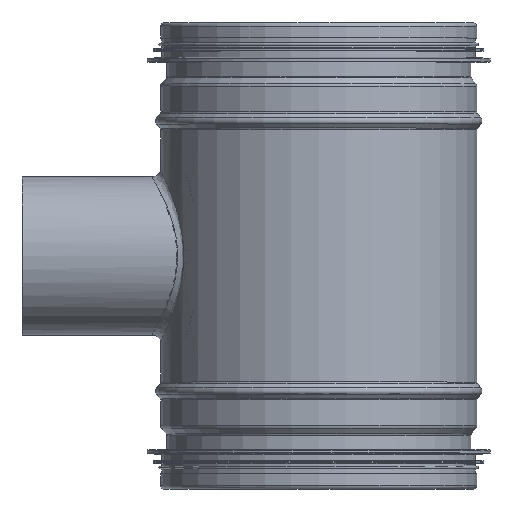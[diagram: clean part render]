
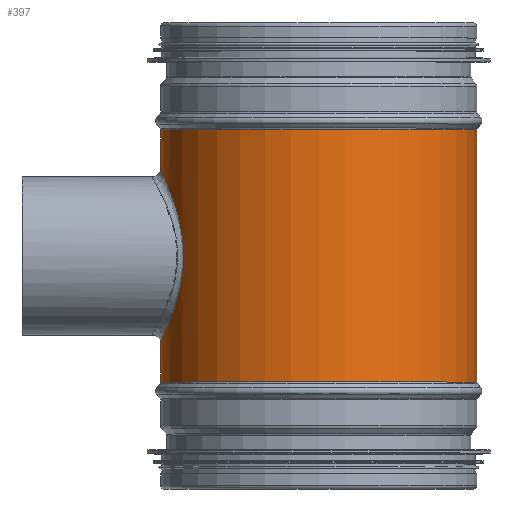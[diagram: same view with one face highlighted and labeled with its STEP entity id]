
A CAD part, top view. The second image highlights one B-rep face of the part: STEP entity #397.
In plain terms, the highlighted cylindrical face has radius 62.025 mm (diameter 124.05 mm), a full revolution.
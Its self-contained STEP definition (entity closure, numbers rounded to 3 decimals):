
#129=CARTESIAN_POINT('',(-53.025,91.,-32.178));
#130=VERTEX_POINT('',#129);
#171=CARTESIAN_POINT('',(-53.025,91.,32.178));
#172=VERTEX_POINT('',#171);
#195=CARTESIAN_POINT('',(-62.025,57.5,0.));
#196=VERTEX_POINT('',#195);
#197=CARTESIAN_POINT('',(-53.025,91.,32.178));
#198=CARTESIAN_POINT('',(-53.025,88.902,32.178));
#199=CARTESIAN_POINT('',(-53.143,86.743,31.987));
#200=CARTESIAN_POINT('',(-53.614,82.462,31.191));
#201=CARTESIAN_POINT('',(-53.967,80.341,30.586));
#202=CARTESIAN_POINT('',(-54.838,76.278,28.994));
#203=CARTESIAN_POINT('',(-55.356,74.333,28.006));
#204=CARTESIAN_POINT('',(-56.453,70.729,25.724));
#205=CARTESIAN_POINT('',(-57.031,69.07,24.43));
#206=CARTESIAN_POINT('',(-58.143,66.105,21.651));
#207=CARTESIAN_POINT('',(-58.719,64.694,20.064));
#208=CARTESIAN_POINT('',(-59.797,62.185,16.575));
#209=CARTESIAN_POINT('',(-60.299,61.086,14.673));
#210=CARTESIAN_POINT('',(-61.135,59.306,10.668));
#211=CARTESIAN_POINT('',(-61.469,58.623,8.561));
#212=CARTESIAN_POINT('',(-61.914,57.72,4.284));
#213=CARTESIAN_POINT('',(-62.025,57.5,2.115));
#214=CARTESIAN_POINT('',(-62.025,57.5,0.));
#215=B_SPLINE_CURVE_WITH_KNOTS('',3,(#197,#198,#199,#200,#201,#202,#203,#204,#205,#206,#207,#208,#209,#210,#211,#212,#213,#214),.UNSPECIFIED.,.F.,.U.,(4,2,2,2,2,2,2,2,4),(0.0,0.629,1.259,1.888,2.518,3.152,3.787,4.421,5.056),.UNSPECIFIED.);
#216=EDGE_CURVE('',#172,#196,#215,.T.);
#253=CARTESIAN_POINT('',(-62.025,57.5,0.));
#254=CARTESIAN_POINT('',(-62.025,57.5,-2.115));
#255=CARTESIAN_POINT('',(-61.914,57.72,-4.284));
#256=CARTESIAN_POINT('',(-61.469,58.623,-8.561));
#257=CARTESIAN_POINT('',(-61.135,59.306,-10.668));
#258=CARTESIAN_POINT('',(-60.299,61.086,-14.673));
#259=CARTESIAN_POINT('',(-59.797,62.185,-16.575));
#260=CARTESIAN_POINT('',(-58.719,64.694,-20.064));
#261=CARTESIAN_POINT('',(-58.143,66.105,-21.651));
#262=CARTESIAN_POINT('',(-57.031,69.07,-24.43));
#263=CARTESIAN_POINT('',(-56.453,70.729,-25.724));
#264=CARTESIAN_POINT('',(-55.356,74.333,-28.006));
#265=CARTESIAN_POINT('',(-54.838,76.278,-28.994));
#266=CARTESIAN_POINT('',(-53.967,80.341,-30.586));
#267=CARTESIAN_POINT('',(-53.614,82.462,-31.191));
#268=CARTESIAN_POINT('',(-53.143,86.743,-31.987));
#269=CARTESIAN_POINT('',(-53.025,88.902,-32.178));
#270=CARTESIAN_POINT('',(-53.025,91.,-32.178));
#271=B_SPLINE_CURVE_WITH_KNOTS('',3,(#253,#254,#255,#256,#257,#258,#259,#260,#261,#262,#263,#264,#265,#266,#267,#268,#269,#270),.UNSPECIFIED.,.F.,.U.,(4,2,2,2,2,2,2,2,4),(5.056,5.69,6.325,6.96,7.594,8.223,8.853,9.482,10.112),.UNSPECIFIED.);
#272=EDGE_CURVE('',#196,#130,#271,.T.);
#282=CARTESIAN_POINT('',(-62.025,124.5,0.));
#283=VERTEX_POINT('',#282);
#284=CARTESIAN_POINT('',(-62.025,124.5,0.));
#285=CARTESIAN_POINT('',(-62.025,124.5,2.115));
#286=CARTESIAN_POINT('',(-61.914,124.28,4.284));
#287=CARTESIAN_POINT('',(-61.469,123.377,8.561));
#288=CARTESIAN_POINT('',(-61.135,122.694,10.668));
#289=CARTESIAN_POINT('',(-60.299,120.914,14.673));
#290=CARTESIAN_POINT('',(-59.797,119.815,16.575));
#291=CARTESIAN_POINT('',(-58.719,117.306,20.064));
#292=CARTESIAN_POINT('',(-58.143,115.895,21.651));
#293=CARTESIAN_POINT('',(-57.031,112.93,24.43));
#294=CARTESIAN_POINT('',(-56.453,111.271,25.724));
#295=CARTESIAN_POINT('',(-55.356,107.667,28.006));
#296=CARTESIAN_POINT('',(-54.838,105.722,28.994));
#297=CARTESIAN_POINT('',(-53.967,101.659,30.586));
#298=CARTESIAN_POINT('',(-53.614,99.538,31.191));
#299=CARTESIAN_POINT('',(-53.143,95.257,31.987));
#300=CARTESIAN_POINT('',(-53.025,93.098,32.178));
#301=CARTESIAN_POINT('',(-53.025,91.,32.178));
#302=B_SPLINE_CURVE_WITH_KNOTS('',3,(#284,#285,#286,#287,#288,#289,#290,#291,#292,#293,#294,#295,#296,#297,#298,#299,#300,#301),.UNSPECIFIED.,.F.,.U.,(4,2,2,2,2,2,2,2,4),(15.167,15.802,16.437,17.071,17.706,18.335,18.964,19.594,20.223),.UNSPECIFIED.);
#303=EDGE_CURVE('',#283,#172,#302,.T.);
#305=CARTESIAN_POINT('',(-53.025,91.,-32.178));
#306=CARTESIAN_POINT('',(-53.025,93.098,-32.178));
#307=CARTESIAN_POINT('',(-53.143,95.257,-31.987));
#308=CARTESIAN_POINT('',(-53.614,99.538,-31.191));
#309=CARTESIAN_POINT('',(-53.967,101.659,-30.586));
#310=CARTESIAN_POINT('',(-54.838,105.722,-28.994));
#311=CARTESIAN_POINT('',(-55.356,107.667,-28.006));
#312=CARTESIAN_POINT('',(-56.453,111.271,-25.724));
#313=CARTESIAN_POINT('',(-57.031,112.93,-24.43));
#314=CARTESIAN_POINT('',(-58.143,115.895,-21.651));
#315=CARTESIAN_POINT('',(-58.719,117.306,-20.064));
#316=CARTESIAN_POINT('',(-59.797,119.815,-16.575));
#317=CARTESIAN_POINT('',(-60.299,120.914,-14.673));
#318=CARTESIAN_POINT('',(-61.135,122.694,-10.668));
#319=CARTESIAN_POINT('',(-61.469,123.377,-8.561));
#320=CARTESIAN_POINT('',(-61.914,124.28,-4.284));
#321=CARTESIAN_POINT('',(-62.025,124.5,-2.115));
#322=CARTESIAN_POINT('',(-62.025,124.5,0.));
#323=B_SPLINE_CURVE_WITH_KNOTS('',3,(#305,#306,#307,#308,#309,#310,#311,#312,#313,#314,#315,#316,#317,#318,#319,#320,#321,#322),.UNSPECIFIED.,.F.,.U.,(4,2,2,2,2,2,2,2,4),(10.112,10.741,11.37,12.,12.629,13.264,13.898,14.533,15.167),.UNSPECIFIED.);
#324=EDGE_CURVE('',#130,#283,#323,.T.);
#364=CARTESIAN_POINT('',(0.0,66.25,0.0));
#365=DIRECTION('',(0.0,-1.0,0.0));
#366=DIRECTION('',(1.0,0.0,0.0));
#367=AXIS2_PLACEMENT_3D('',#364,#365,#366);
#368=CYLINDRICAL_SURFACE('',#367,62.025);
#369=CARTESIAN_POINT('',(62.025,140.5,0.0));
#370=VERTEX_POINT('',#369);
#371=CARTESIAN_POINT('',(0.0,140.5,0.0));
#372=DIRECTION('',(0.0,-1.0,0.0));
#373=DIRECTION('',(1.0,0.0,0.0));
#374=AXIS2_PLACEMENT_3D('',#371,#372,#373);
#375=CIRCLE('',#374,62.025);
#376=EDGE_CURVE('',#370,#370,#375,.T.);
#377=ORIENTED_EDGE('',*,*,#376,.T.);
#378=EDGE_LOOP('',(#377));
#379=FACE_OUTER_BOUND('',#378,.T.);
#380=ORIENTED_EDGE('',*,*,#272,.T.);
#381=ORIENTED_EDGE('',*,*,#324,.T.);
#382=ORIENTED_EDGE('',*,*,#303,.T.);
#383=ORIENTED_EDGE('',*,*,#216,.T.);
#384=EDGE_LOOP('',(#380,#381,#382,#383));
#385=FACE_BOUND('',#384,.T.);
#386=CARTESIAN_POINT('',(62.025,41.5,0.0));
#387=VERTEX_POINT('',#386);
#388=CARTESIAN_POINT('',(0.0,41.5,0.0));
#389=DIRECTION('',(0.0,-1.0,0.0));
#390=DIRECTION('',(1.0,0.0,0.0));
#391=AXIS2_PLACEMENT_3D('',#388,#389,#390);
#392=CIRCLE('',#391,62.025);
#393=EDGE_CURVE('',#387,#387,#392,.T.);
#394=ORIENTED_EDGE('',*,*,#393,.F.);
#395=EDGE_LOOP('',(#394));
#396=FACE_BOUND('',#395,.T.);
#397=ADVANCED_FACE('',(#379,#385,#396),#368,.T.);
